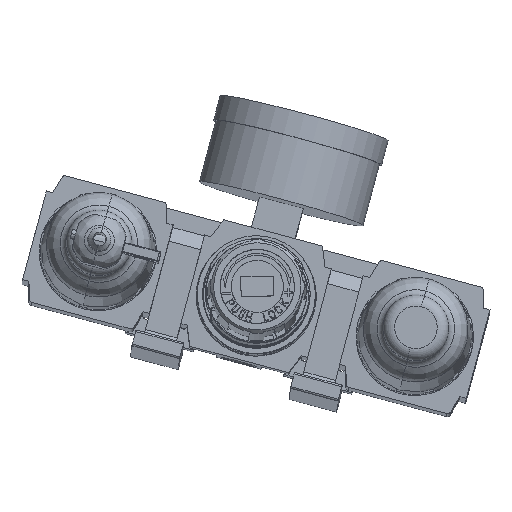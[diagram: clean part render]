
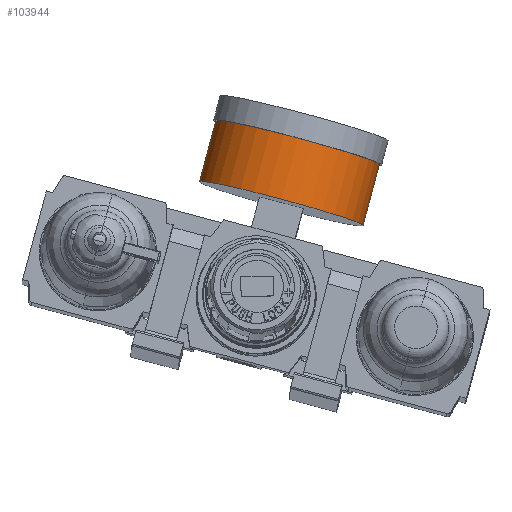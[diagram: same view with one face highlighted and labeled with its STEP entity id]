
A CAD part, front view. The second image highlights one B-rep face of the part: STEP entity #103944.
In plain terms, the highlighted cylindrical face has radius 25.8 mm (diameter 51.6 mm), a partial arc.
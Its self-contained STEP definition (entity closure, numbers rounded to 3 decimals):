
#12168 = EDGE_CURVE ( 'NONE', #91774, #119720, #104990, .T. ) ;
#14773 = AXIS2_PLACEMENT_3D ( 'NONE', #115734, #57326, #125589 ) ;
#18372 = EDGE_LOOP ( 'NONE', ( #104707, #79478, #32635, #71382 ) ) ;
#19911 = CARTESIAN_POINT ( 'NONE',  ( 25.8, 0., -27. ) ) ;
#22066 = VECTOR ( 'NONE', #109495, 1000. ) ;
#24045 = LINE ( 'NONE', #88644, #72924 ) ;
#25877 = VERTEX_POINT ( 'NONE', #33731 ) ;
#29805 = DIRECTION ( 'NONE',  ( 0., 0., 1. ) ) ;
#32635 = ORIENTED_EDGE ( 'NONE', *, *, #72464, .T. ) ;
#33731 = CARTESIAN_POINT ( 'NONE',  ( 25.8, 0., -7.7 ) ) ;
#34495 = DIRECTION ( 'NONE',  ( 1., 0., 0. ) ) ;
#34678 = CARTESIAN_POINT ( 'NONE',  ( 0., 0., -7.7 ) ) ;
#44488 = DIRECTION ( 'NONE',  ( 1., 0., 0. ) ) ;
#48060 = LINE ( 'NONE', #51065, #22066 ) ;
#51065 = CARTESIAN_POINT ( 'NONE',  ( -25.8, 0., -27. ) ) ;
#53704 = DIRECTION ( 'NONE',  ( 0., 0., 1. ) ) ;
#56137 = CIRCLE ( 'NONE', #85214, 25.8 ) ;
#57326 = DIRECTION ( 'NONE',  ( 0., 0., 1. ) ) ;
#62329 = EDGE_CURVE ( 'NONE', #119720, #100164, #48060, .T. ) ;
#71382 = ORIENTED_EDGE ( 'NONE', *, *, #126494, .F. ) ;
#72464 = EDGE_CURVE ( 'NONE', #100164, #25877, #56137, .T. ) ;
#72924 = VECTOR ( 'NONE', #29805, 1000. ) ;
#79478 = ORIENTED_EDGE ( 'NONE', *, *, #62329, .T. ) ;
#85214 = AXIS2_PLACEMENT_3D ( 'NONE', #34678, #102950, #44488 ) ;
#85440 = CARTESIAN_POINT ( 'NONE',  ( -25.8, 0., -27. ) ) ;
#88003 = FACE_OUTER_BOUND ( 'NONE', #18372, .T. ) ;
#88644 = CARTESIAN_POINT ( 'NONE',  ( 25.8, 0., -27. ) ) ;
#89293 = AXIS2_PLACEMENT_3D ( 'NONE', #92959, #53704, #34495 ) ;
#91730 = CARTESIAN_POINT ( 'NONE',  ( -25.8, 0., -7.7 ) ) ;
#91774 = VERTEX_POINT ( 'NONE', #19911 ) ;
#92959 = CARTESIAN_POINT ( 'NONE',  ( 0., 0., -27. ) ) ;
#100164 = VERTEX_POINT ( 'NONE', #91730 ) ;
#102950 = DIRECTION ( 'NONE',  ( 0., 0., -1. ) ) ;
#103944 = ADVANCED_FACE ( 'NONE', ( #88003 ), #104839, .T. ) ;
#104707 = ORIENTED_EDGE ( 'NONE', *, *, #12168, .T. ) ;
#104839 = CYLINDRICAL_SURFACE ( 'NONE', #89293, 25.8 ) ;
#104990 = CIRCLE ( 'NONE', #14773, 25.8 ) ;
#109495 = DIRECTION ( 'NONE',  ( 0., 0., 1. ) ) ;
#115734 = CARTESIAN_POINT ( 'NONE',  ( 0., 0., -27. ) ) ;
#119720 = VERTEX_POINT ( 'NONE', #85440 ) ;
#125589 = DIRECTION ( 'NONE',  ( 1., 0., 0. ) ) ;
#126494 = EDGE_CURVE ( 'NONE', #91774, #25877, #24045, .T. ) ;
